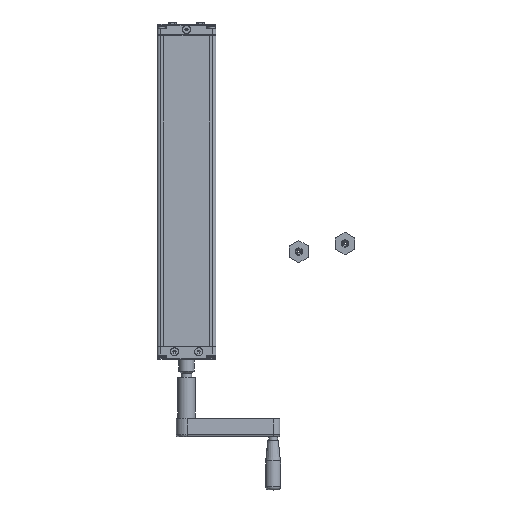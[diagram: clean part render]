
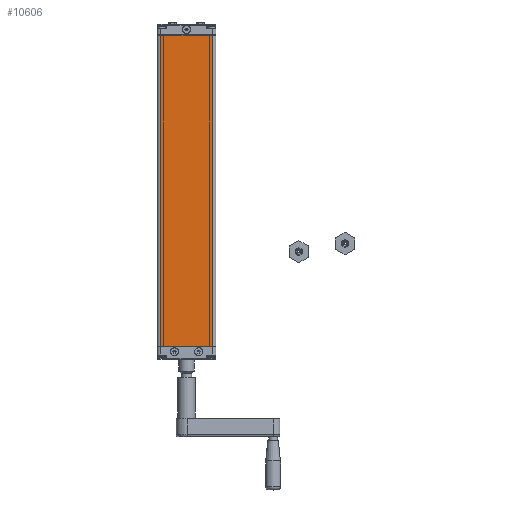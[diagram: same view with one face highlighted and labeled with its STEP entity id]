
A CAD part, top view. The second image highlights one B-rep face of the part: STEP entity #10606.
In plain terms, the highlighted planar face has unit normal (0, 0, 1).
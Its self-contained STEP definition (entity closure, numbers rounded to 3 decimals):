
#1929=FACE_OUTER_BOUND('',#2556,.T.);
#2556=EDGE_LOOP('',(#7599,#7600,#7601,#7602));
#3284=LINE('',#16786,#4040);
#3285=LINE('',#16790,#4041);
#3286=LINE('',#16795,#4042);
#3287=LINE('',#16799,#4043);
#4040=VECTOR('',#13358,449.5);
#4041=VECTOR('',#13363,449.5);
#4042=VECTOR('',#13372,75.);
#4043=VECTOR('',#13379,75.);
#4814=VERTEX_POINT('',#16775);
#4815=VERTEX_POINT('',#16781);
#4816=VERTEX_POINT('',#16785);
#4817=VERTEX_POINT('',#16789);
#5859=EDGE_CURVE('',#4814,#4816,#3284,.T.);
#5861=EDGE_CURVE('',#4815,#4817,#3285,.F.);
#5864=EDGE_CURVE('',#4817,#4814,#3286,.F.);
#5866=EDGE_CURVE('',#4816,#4815,#3287,.T.);
#7599=ORIENTED_EDGE('',*,*,#5861,.F.);
#7600=ORIENTED_EDGE('',*,*,#5866,.F.);
#7601=ORIENTED_EDGE('',*,*,#5859,.F.);
#7602=ORIENTED_EDGE('',*,*,#5864,.F.);
#10322=PLANE('',#11761);
#10606=ADVANCED_FACE('',(#1929),#10322,.T.);
#11761=AXIS2_PLACEMENT_3D('',#16800,#13380,#13381);
#13358=DIRECTION('',(0.,-1.,0.));
#13363=DIRECTION('',(0.,-1.,0.));
#13372=DIRECTION('',(-1.,0.,0.));
#13379=DIRECTION('',(-1.,0.,0.));
#13380=DIRECTION('center_axis',(0.,0.,1.));
#13381=DIRECTION('ref_axis',(1.,0.,0.));
#16775=CARTESIAN_POINT('',(37.5,450.,17.5));
#16781=CARTESIAN_POINT('',(-37.5,0.5,17.5));
#16785=CARTESIAN_POINT('',(37.5,0.5,17.5));
#16786=CARTESIAN_POINT('',(37.5,450.,17.5));
#16789=CARTESIAN_POINT('',(-37.5,450.,17.5));
#16790=CARTESIAN_POINT('',(-37.5,450.,17.5));
#16795=CARTESIAN_POINT('',(37.5,450.,17.5));
#16799=CARTESIAN_POINT('',(37.5,0.5,17.5));
#16800=CARTESIAN_POINT('Origin',(42.5,450.5,17.5));
